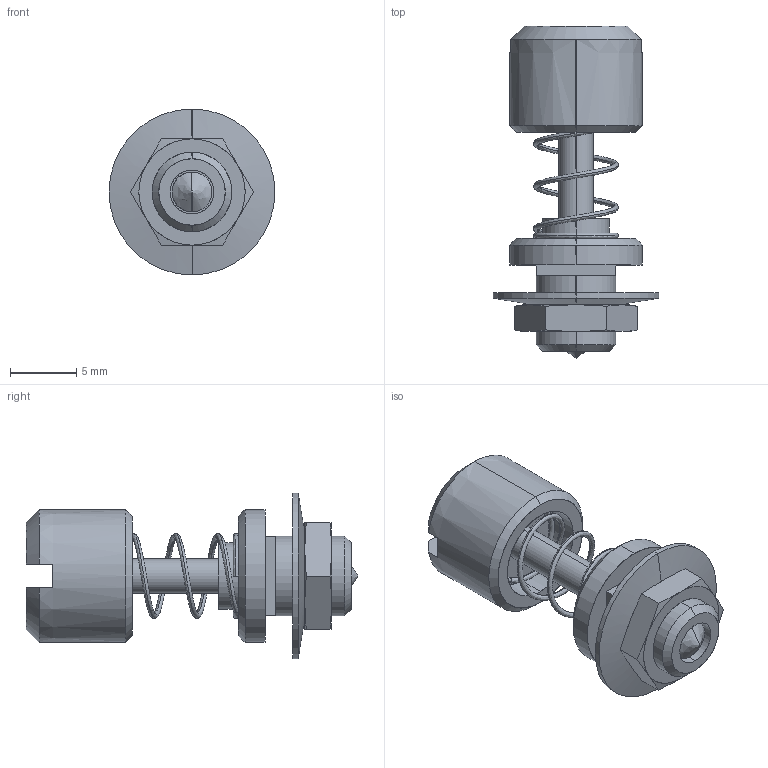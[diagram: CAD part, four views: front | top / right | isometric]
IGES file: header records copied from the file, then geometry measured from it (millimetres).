
Start section: SolidWorks IGES file using analytic representation for surfaces
Global section: file name: A-1039-1.IGS,15; native system: HSolidWorks 2014; preprocessor: SolidWorks 2014; author: 0849sm; date: 190322.140502; units: millimetre
Bounding box: 12.5 x 25 x 12.5 mm (x, y, z)
Surface area: 1526.4 mm2 (no closed solid volume)
Topology: 0 solids, 0 shells, 92 faces, 1091 edges, 1089 vertices
Faces by surface type: revolution 51, bspline 41
